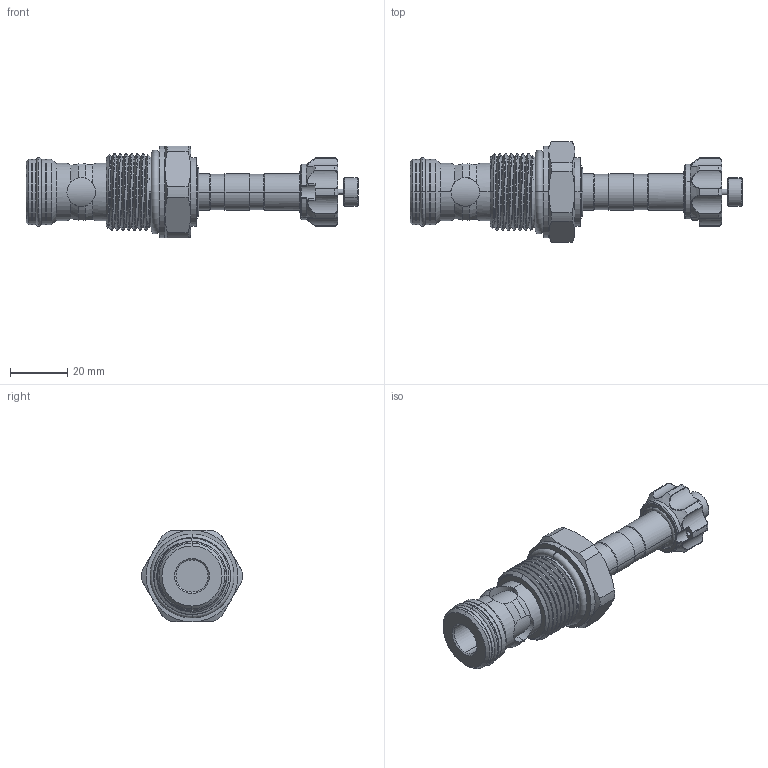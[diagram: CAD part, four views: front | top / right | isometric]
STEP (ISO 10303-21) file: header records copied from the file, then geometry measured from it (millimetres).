
FILE_DESCRIPTION (( 'STEP AP203' ), '1' );
FILE_NAME ('EP27M2A10P05.STEP', '2020-05-13T07:07:45', ( '' ), ( '' ), 'SwSTEP 2.0', 'SolidWorks 2018', '' );
FILE_SCHEMA (( 'CONFIG_CONTROL_DESIGN' ));
Length unit declared in the file: millimetre
Products named in the file (1): EP27M2A10P05
Bounding box: 115.95 x 35.08 x 32 mm (x, y, z)
Volume: 37701.4 mm3; surface area: 13221.7 mm2
Topology: 5 solids, 5 shells, 300 faces, 718 edges, 438 vertices
Faces by surface type: cylinder 140, cone 57, bspline 37, torus 35, plane 31
Entity records: 13550 total; most frequent: CARTESIAN_POINT 6889, ORIENTED_EDGE 1432, DIRECTION 1337, EDGE_CURVE 716, AXIS2_PLACEMENT_3D 580, VERTEX_POINT 438, EDGE_LOOP 322, CIRCLE 316
